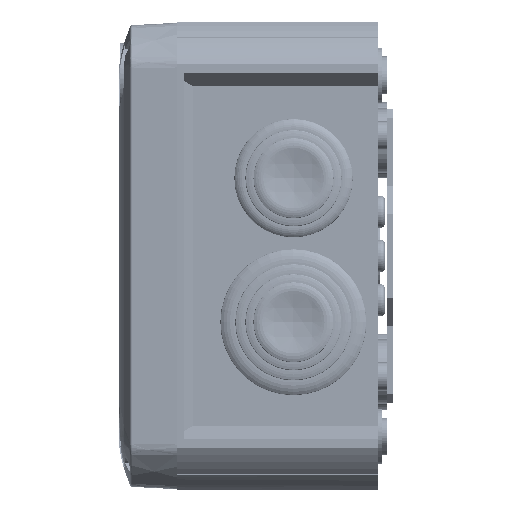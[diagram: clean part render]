
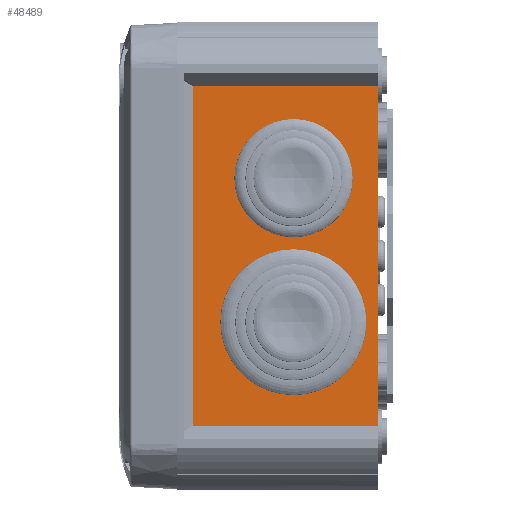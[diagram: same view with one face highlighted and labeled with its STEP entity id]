
A CAD part, left-side view. The second image highlights one B-rep face of the part: STEP entity #48489.
In plain terms, the highlighted planar face has unit normal (-1, 0, 0).
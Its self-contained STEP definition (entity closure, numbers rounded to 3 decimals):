
#1736 = VERTEX_POINT ( 'NONE', #4267 ) ;
#4267 = CARTESIAN_POINT ( 'NONE',  ( -69.892, 46.24, -42.347 ) ) ;
#9836 = DIRECTION ( 'NONE',  ( 0., -1., 0. ) ) ;
#11883 = DIRECTION ( 'NONE',  ( 0., 0., 1. ) ) ;
#16827 = VECTOR ( 'NONE', #75235, 1000. ) ;
#17616 = LINE ( 'NONE', #66934, #46038 ) ;
#24202 = EDGE_CURVE ( 'NONE', #1736, #38596, #56531, .T. ) ;
#31636 = CARTESIAN_POINT ( 'NONE',  ( -69.892, 48.35, -42.347 ) ) ;
#32434 = DIRECTION ( 'NONE',  ( 0., 0., -1. ) ) ;
#33443 = CARTESIAN_POINT ( 'NONE',  ( -69.892, 48.35, 42.347 ) ) ;
#36635 = CARTESIAN_POINT ( 'NONE',  ( -69.892, 46.24, 42.347 ) ) ;
#38596 = VERTEX_POINT ( 'NONE', #88712 ) ;
#41277 = VERTEX_POINT ( 'NONE', #83780 ) ;
#41415 = AXIS2_PLACEMENT_3D ( 'NONE', #33443, #63608, #32434 ) ;
#42536 = LINE ( 'NONE', #83004, #75914 ) ;
#43926 = EDGE_CURVE ( 'NONE', #76400, #41277, #17616, .T. ) ;
#44977 = EDGE_CURVE ( 'NONE', #38596, #41277, #42536, .T. ) ;
#45057 = EDGE_LOOP ( 'NONE', ( #55544, #59988, #64053, #95580 ) ) ;
#46038 = VECTOR ( 'NONE', #9836, 1000. ) ;
#48489 = ADVANCED_FACE ( 'NONE', ( #54265 ), #73416, .F. ) ;
#51369 = CARTESIAN_POINT ( 'NONE',  ( -69.892, 46.24, -42.347 ) ) ;
#52589 = VECTOR ( 'NONE', #94948, 1000. ) ;
#54265 = FACE_OUTER_BOUND ( 'NONE', #45057, .T. ) ;
#55544 = ORIENTED_EDGE ( 'NONE', *, *, #43926, .F. ) ;
#56531 = LINE ( 'NONE', #31636, #52589 ) ;
#59988 = ORIENTED_EDGE ( 'NONE', *, *, #87672, .T. ) ;
#63608 = DIRECTION ( 'NONE',  ( 1., 0., 0. ) ) ;
#64053 = ORIENTED_EDGE ( 'NONE', *, *, #24202, .T. ) ;
#66934 = CARTESIAN_POINT ( 'NONE',  ( -69.892, 48.35, 42.347 ) ) ;
#73416 = PLANE ( 'NONE',  #41415 ) ;
#75235 = DIRECTION ( 'NONE',  ( 0., 0., -1. ) ) ;
#75914 = VECTOR ( 'NONE', #11883, 1000. ) ;
#76400 = VERTEX_POINT ( 'NONE', #36635 ) ;
#83004 = CARTESIAN_POINT ( 'NONE',  ( -69.892, 0., 42.347 ) ) ;
#83542 = LINE ( 'NONE', #51369, #16827 ) ;
#83780 = CARTESIAN_POINT ( 'NONE',  ( -69.892, 0., 42.347 ) ) ;
#87672 = EDGE_CURVE ( 'NONE', #76400, #1736, #83542, .T. ) ;
#88712 = CARTESIAN_POINT ( 'NONE',  ( -69.892, 0., -42.347 ) ) ;
#94948 = DIRECTION ( 'NONE',  ( 0., -1., 0. ) ) ;
#95580 = ORIENTED_EDGE ( 'NONE', *, *, #44977, .T. ) ;
